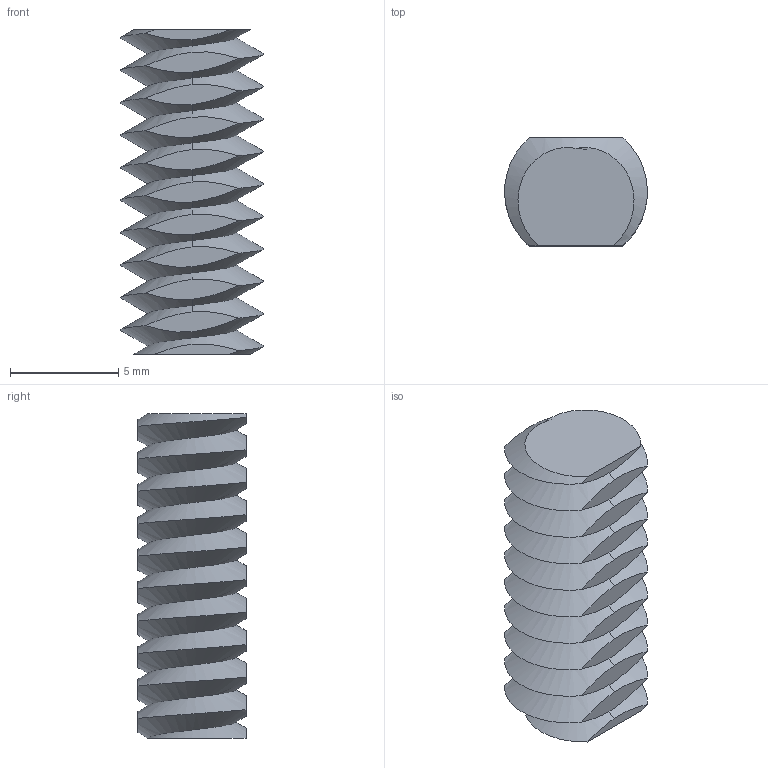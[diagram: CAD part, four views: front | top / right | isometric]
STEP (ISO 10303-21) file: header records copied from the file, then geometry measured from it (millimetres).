
FILE_DESCRIPTION(('FreeCAD Model'),'2;1');
FILE_NAME('Open CASCADE Shape Model','2024-10-27T23:48:12',(''),(''), 'Open CASCADE STEP processor 7.7','FreeCAD','Unknown');
FILE_SCHEMA(('AUTOMOTIVE_DESIGN { 1 0 10303 214 1 1 1 1 }'));
Length unit declared in the file: millimetre
Products named in the file (1): STEMFIE Construction Standard - Template - Thread - Male 15mm 
Stackable Flatted 5mm [7mm hole] SCS-TPL-0020 (stemfie.org)
Bounding box: 6.59 x 5 x 15 mm (x, y, z)
Volume: 320.7 mm3; surface area: 484.9 mm2
Topology: 1 solids, 1 shells, 45 faces, 119 edges, 76 vertices
Faces by surface type: plane 23, bspline 22
Entity records: 5081 total; most frequent: CARTESIAN_POINT 4247, ORIENTED_EDGE 238, EDGE_CURVE 119, B_SPLINE_CURVE_WITH_KNOTS 117, VERTEX_POINT 76, DIRECTION 50, ADVANCED_FACE 45, FACE_BOUND 45
